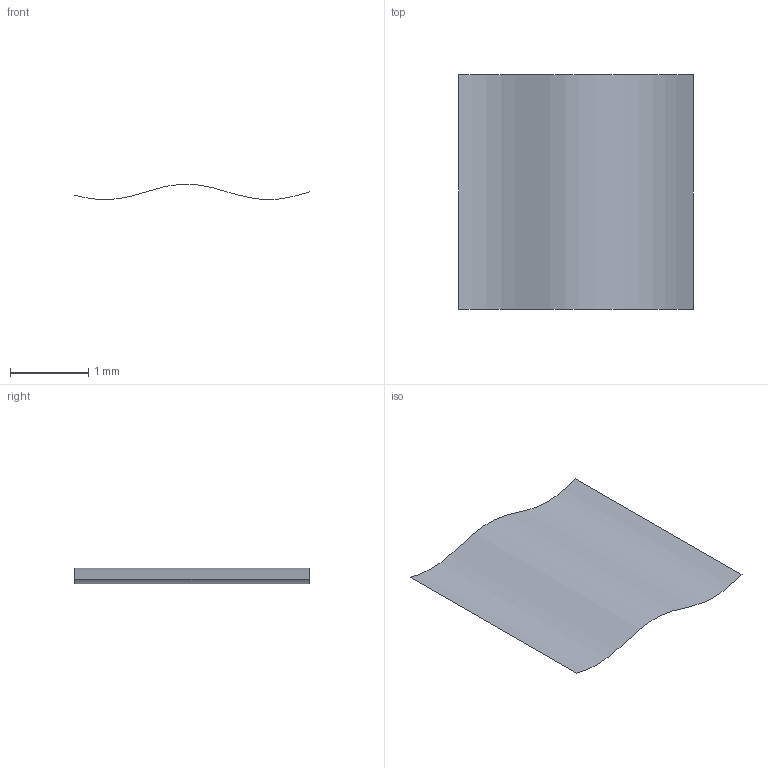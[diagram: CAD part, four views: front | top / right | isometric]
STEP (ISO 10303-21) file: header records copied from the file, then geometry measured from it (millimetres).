
FILE_DESCRIPTION (( 'STEP AP214' ), '1' );
FILE_NAME ('surface.STEP', '2021-11-23T19:22:10', ( '' ), ( '' ), 'SwSTEP 2.0', 'SolidWorks 2017', '' );
FILE_SCHEMA (( 'AUTOMOTIVE_DESIGN' ));
Length unit declared in the file: millimetre
Products named in the file (1): surface
Bounding box: 3 x 3 x 0.2 mm (x, y, z)
Surface area: 9.2 mm2 (no closed solid volume)
Topology: 0 solids, 1 shells, 1 faces, 4 edges, 4 vertices
Faces by surface type: bspline 1
Entity records: 177 total; most frequent: CARTESIAN_POINT 123, VERTEX_POINT 4, EDGE_CURVE 4, DIRECTION 4, ORIENTED_EDGE 4, B_SPLINE_CURVE_WITH_KNOTS 2, LINE 2, UNCERTAINTY_MEASURE_WITH_UNIT 2
